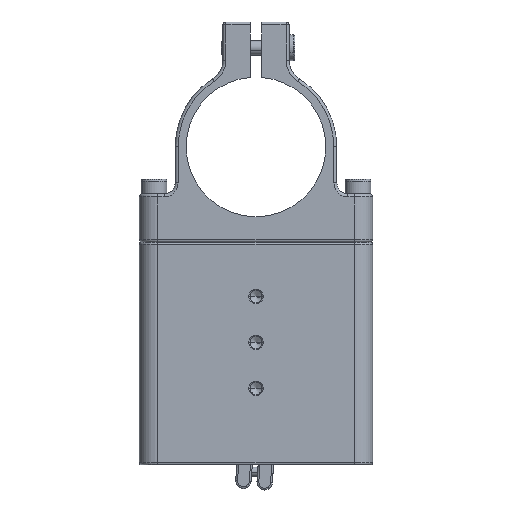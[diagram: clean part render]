
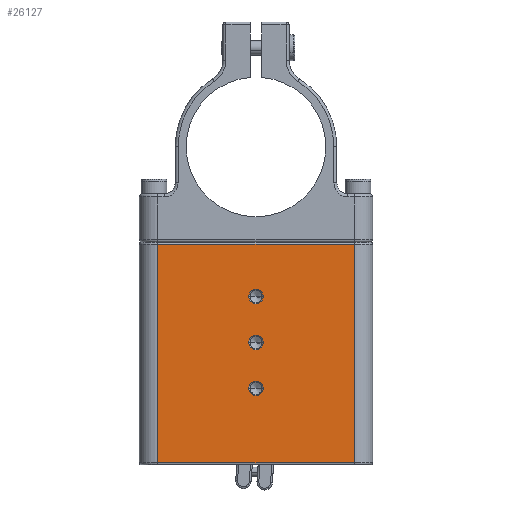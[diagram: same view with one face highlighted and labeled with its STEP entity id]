
A CAD part, front view. The second image highlights one B-rep face of the part: STEP entity #26127.
In plain terms, the highlighted planar face has unit normal (0, -1, 0).
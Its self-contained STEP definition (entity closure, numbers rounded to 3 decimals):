
#352 = FACE_BOUND ( 'NONE', #12204, .T. ) ;
#1544 = CARTESIAN_POINT ( 'NONE',  ( -67.665, -23.478, -90. ) ) ;
#2259 = AXIS2_PLACEMENT_3D ( 'NONE', #7595, #15795, #11488 ) ;
#2519 = AXIS2_PLACEMENT_3D ( 'NONE', #6635, #14956, #17109 ) ;
#2541 = VECTOR ( 'NONE', #10217, 1000. ) ;
#2594 = EDGE_LOOP ( 'NONE', ( #10920, #11205 ) ) ;
#3314 = EDGE_CURVE ( 'NONE', #8633, #11116, #21110, .T. ) ;
#3549 = LINE ( 'NONE', #1544, #15630 ) ;
#4119 = VERTEX_POINT ( 'NONE', #10956 ) ;
#4374 = FACE_OUTER_BOUND ( 'NONE', #22595, .T. ) ;
#4531 = EDGE_CURVE ( 'NONE', #23075, #5266, #13674, .T. ) ;
#4539 = CARTESIAN_POINT ( 'NONE',  ( -33.965, -23.478, -69.7 ) ) ;
#4836 = EDGE_CURVE ( 'NONE', #24611, #4119, #5662, .T. ) ;
#5266 = VERTEX_POINT ( 'NONE', #16482 ) ;
#5650 = DIRECTION ( 'NONE',  ( 0., 1., 0. ) ) ;
#5662 = LINE ( 'NONE', #20319, #2541 ) ;
#5805 = AXIS2_PLACEMENT_3D ( 'NONE', #12563, #8665, #12428 ) ;
#6635 = CARTESIAN_POINT ( 'NONE',  ( -35.915, -23.478, -57.2 ) ) ;
#6809 = CARTESIAN_POINT ( 'NONE',  ( -35.915, -23.478, -44.7 ) ) ;
#6838 = CIRCLE ( 'NONE', #11982, 1.95 ) ;
#6937 = CARTESIAN_POINT ( 'NONE',  ( -9.165, -23.478, -90. ) ) ;
#7595 = CARTESIAN_POINT ( 'NONE',  ( -35.915, -23.478, -69.7 ) ) ;
#7677 = EDGE_CURVE ( 'NONE', #11116, #8633, #6838, .T. ) ;
#8248 = CIRCLE ( 'NONE', #2259, 1.95 ) ;
#8633 = VERTEX_POINT ( 'NONE', #9302 ) ;
#8665 = DIRECTION ( 'NONE',  ( 0., 1., 0. ) ) ;
#8686 = DIRECTION ( 'NONE',  ( 0., 0., -1. ) ) ;
#8759 = CARTESIAN_POINT ( 'NONE',  ( -62.665, -23.478, -90. ) ) ;
#8906 = EDGE_CURVE ( 'NONE', #25470, #10858, #10497, .T. ) ;
#8968 = VECTOR ( 'NONE', #24629, 1000. ) ;
#9302 = CARTESIAN_POINT ( 'NONE',  ( -33.965, -23.478, -44.7 ) ) ;
#9655 = AXIS2_PLACEMENT_3D ( 'NONE', #19907, #5650, #9671 ) ;
#9671 = DIRECTION ( 'NONE',  ( 0., 0., -1. ) ) ;
#9789 = EDGE_CURVE ( 'NONE', #4119, #25470, #13004, .T. ) ;
#10217 = DIRECTION ( 'NONE',  ( 0., 0., 1. ) ) ;
#10497 = LINE ( 'NONE', #12796, #8968 ) ;
#10564 = DIRECTION ( 'NONE',  ( 0., 1., 0. ) ) ;
#10858 = VERTEX_POINT ( 'NONE', #8759 ) ;
#10920 = ORIENTED_EDGE ( 'NONE', *, *, #3314, .T. ) ;
#10956 = CARTESIAN_POINT ( 'NONE',  ( -9.165, -23.478, -30.5 ) ) ;
#11116 = VERTEX_POINT ( 'NONE', #17223 ) ;
#11205 = ORIENTED_EDGE ( 'NONE', *, *, #7677, .T. ) ;
#11251 = EDGE_CURVE ( 'NONE', #5266, #23075, #22550, .T. ) ;
#11488 = DIRECTION ( 'NONE',  ( 0., 0., -1. ) ) ;
#11585 = CARTESIAN_POINT ( 'NONE',  ( -35.915, -23.478, -44.7 ) ) ;
#11982 = AXIS2_PLACEMENT_3D ( 'NONE', #11585, #21948, #14015 ) ;
#12204 = EDGE_LOOP ( 'NONE', ( #20027, #21389 ) ) ;
#12428 = DIRECTION ( 'NONE',  ( 0., 0., 1. ) ) ;
#12506 = ORIENTED_EDGE ( 'NONE', *, *, #8906, .T. ) ;
#12563 = CARTESIAN_POINT ( 'NONE',  ( -67.665, -23.478, -30. ) ) ;
#12796 = CARTESIAN_POINT ( 'NONE',  ( -62.665, -23.478, -30. ) ) ;
#13004 = LINE ( 'NONE', #19190, #16444 ) ;
#13134 = DIRECTION ( 'NONE',  ( -1., 0., 0. ) ) ;
#13674 = CIRCLE ( 'NONE', #2519, 1.95 ) ;
#14015 = DIRECTION ( 'NONE',  ( 0., 0., -1. ) ) ;
#14162 = EDGE_CURVE ( 'NONE', #10858, #24611, #3549, .T. ) ;
#14359 = ORIENTED_EDGE ( 'NONE', *, *, #11251, .T. ) ;
#14716 = FACE_BOUND ( 'NONE', #2594, .T. ) ;
#14895 = ORIENTED_EDGE ( 'NONE', *, *, #4836, .T. ) ;
#14956 = DIRECTION ( 'NONE',  ( 0., 1., 0. ) ) ;
#14986 = ORIENTED_EDGE ( 'NONE', *, *, #4531, .T. ) ;
#15173 = CARTESIAN_POINT ( 'NONE',  ( -62.665, -23.478, -30.5 ) ) ;
#15630 = VECTOR ( 'NONE', #25870, 1000. ) ;
#15795 = DIRECTION ( 'NONE',  ( 0., 1., 0. ) ) ;
#15963 = AXIS2_PLACEMENT_3D ( 'NONE', #25926, #23643, #20139 ) ;
#16148 = ORIENTED_EDGE ( 'NONE', *, *, #14162, .T. ) ;
#16444 = VECTOR ( 'NONE', #13134, 1000. ) ;
#16482 = CARTESIAN_POINT ( 'NONE',  ( -33.965, -23.478, -57.2 ) ) ;
#17109 = DIRECTION ( 'NONE',  ( 0., 0., -1. ) ) ;
#17223 = CARTESIAN_POINT ( 'NONE',  ( -37.865, -23.478, -44.7 ) ) ;
#18388 = EDGE_LOOP ( 'NONE', ( #14359, #14986 ) ) ;
#18686 = VERTEX_POINT ( 'NONE', #23325 ) ;
#19190 = CARTESIAN_POINT ( 'NONE',  ( -67.665, -23.478, -30.5 ) ) ;
#19907 = CARTESIAN_POINT ( 'NONE',  ( -35.915, -23.478, -57.2 ) ) ;
#20027 = ORIENTED_EDGE ( 'NONE', *, *, #22116, .T. ) ;
#20139 = DIRECTION ( 'NONE',  ( 0., 0., -1. ) ) ;
#20319 = CARTESIAN_POINT ( 'NONE',  ( -9.165, -23.478, -30. ) ) ;
#20714 = VERTEX_POINT ( 'NONE', #4539 ) ;
#20902 = FACE_BOUND ( 'NONE', #18388, .T. ) ;
#21110 = CIRCLE ( 'NONE', #24112, 1.95 ) ;
#21389 = ORIENTED_EDGE ( 'NONE', *, *, #21620, .T. ) ;
#21620 = EDGE_CURVE ( 'NONE', #18686, #20714, #22844, .T. ) ;
#21948 = DIRECTION ( 'NONE',  ( 0., 1., 0. ) ) ;
#22116 = EDGE_CURVE ( 'NONE', #20714, #18686, #8248, .T. ) ;
#22550 = CIRCLE ( 'NONE', #9655, 1.95 ) ;
#22595 = EDGE_LOOP ( 'NONE', ( #14895, #23225, #12506, #16148 ) ) ;
#22844 = CIRCLE ( 'NONE', #15963, 1.95 ) ;
#22921 = PLANE ( 'NONE',  #5805 ) ;
#23075 = VERTEX_POINT ( 'NONE', #26057 ) ;
#23225 = ORIENTED_EDGE ( 'NONE', *, *, #9789, .T. ) ;
#23325 = CARTESIAN_POINT ( 'NONE',  ( -37.865, -23.478, -69.7 ) ) ;
#23643 = DIRECTION ( 'NONE',  ( 0., 1., 0. ) ) ;
#24112 = AXIS2_PLACEMENT_3D ( 'NONE', #6809, #10564, #8686 ) ;
#24611 = VERTEX_POINT ( 'NONE', #6937 ) ;
#24629 = DIRECTION ( 'NONE',  ( 0., 0., -1. ) ) ;
#25470 = VERTEX_POINT ( 'NONE', #15173 ) ;
#25870 = DIRECTION ( 'NONE',  ( 1., 0., 0. ) ) ;
#25926 = CARTESIAN_POINT ( 'NONE',  ( -35.915, -23.478, -69.7 ) ) ;
#26057 = CARTESIAN_POINT ( 'NONE',  ( -37.865, -23.478, -57.2 ) ) ;
#26127 = ADVANCED_FACE ( 'NONE', ( #352, #20902, #14716, #4374 ), #22921, .F. ) ;
